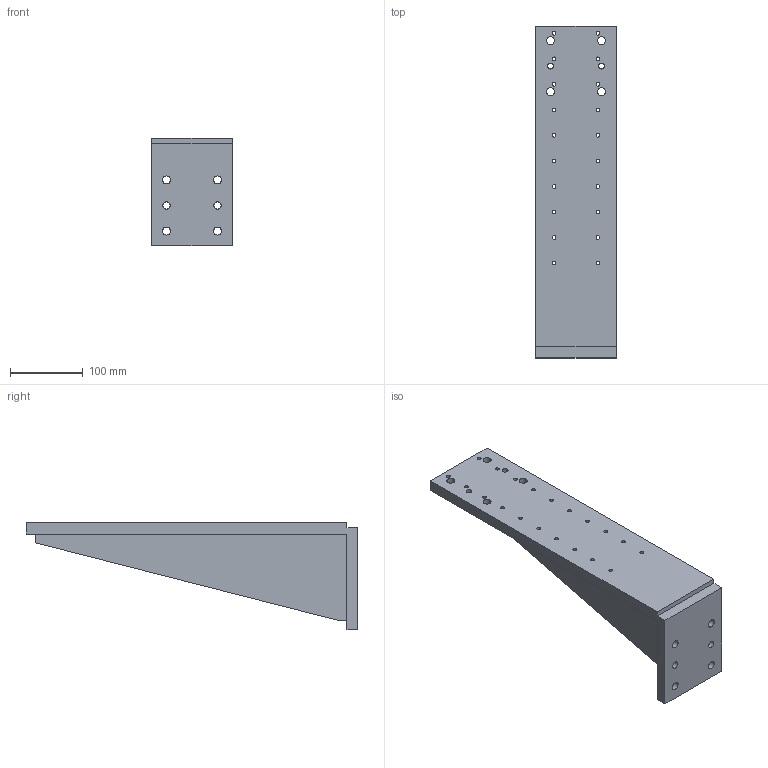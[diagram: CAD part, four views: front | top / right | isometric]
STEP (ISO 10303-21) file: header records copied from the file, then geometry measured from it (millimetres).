
FILE_DESCRIPTION(/* description */ (''),/* implementation_level */ '2;1');
FILE_NAME(/* name */ 'AAB400M.step',/* time_stamp */ '2023-01-03T22:38:39-05:00',/* author */ (''),/* organization */ (''),/* preprocessor_version */ 'ST-DEVELOPER v19.2',/* originating_system */ 'Autodesk Translation Framework v11.17.0.187',/* authorisation */ '');
FILE_SCHEMA (('AUTOMOTIVE_DESIGN { 1 0 10303 214 3 1 1 }'));
Length unit declared in the file: millimetre
Products named in the file (1): AAB400M
Bounding box: 110 x 455 x 147 mm (x, y, z)
Volume: 1889588 mm3; surface area: 213068.2 mm2
Topology: 1 solids, 1 shells, 47 faces, 135 edges, 90 vertices
Faces by surface type: cylinder 32, plane 15
Full cylindrical faces by diameter (mm): 5 x20, 8 x2, 10 x2, 11 x8
Entity records: 1734 total; most frequent: DIRECTION 295, CARTESIAN_POINT 273, ORIENTED_EDGE 270, EDGE_CURVE 135, AXIS2_PLACEMENT_3D 112, EDGE_LOOP 111, VERTEX_POINT 90, LINE 71
